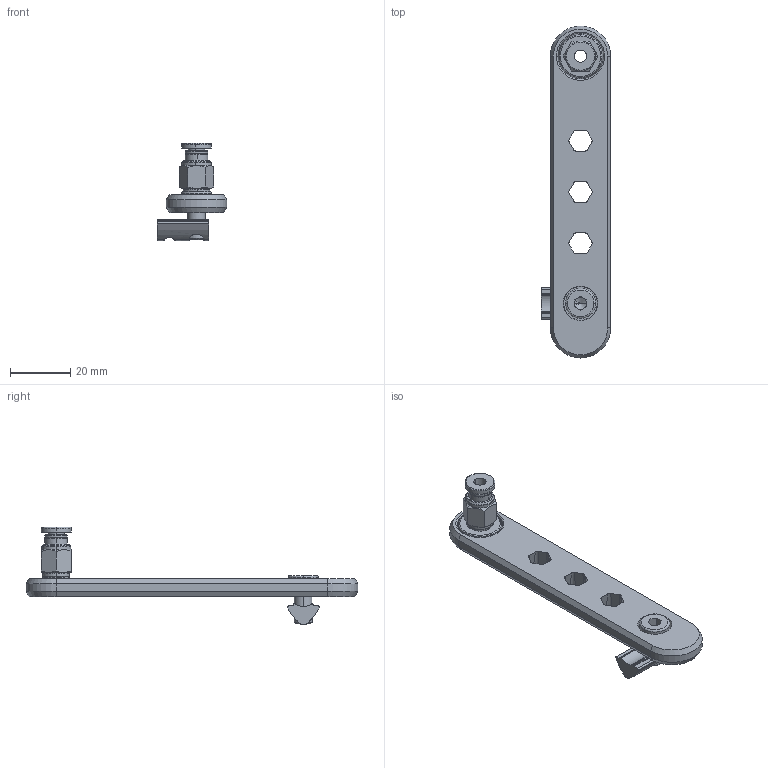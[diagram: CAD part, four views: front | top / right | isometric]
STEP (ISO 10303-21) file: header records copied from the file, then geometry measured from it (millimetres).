
FILE_DESCRIPTION (( 'STEP AP214' ), '1' );
FILE_NAME ('FilamentLead_V2_MK0.STEP', '2023-03-15T12:56:59', ( '' ), ( '' ), 'SwSTEP 2.0', 'SolidWorks 2023', '' );
FILE_SCHEMA (( 'AUTOMOTIVE_DESIGN' ));
Length unit declared in the file: millimetre
Products named in the file (1): FilamentLead_V2_MK0_FilamentLead_V2_MK0
Bounding box: 23 x 110 x 32.3 mm (x, y, z)
Volume: 12822.7 mm3; surface area: 8263.9 mm2
Topology: 4 solids, 4 shells, 237 faces, 609 edges, 385 vertices
Faces by surface type: cylinder 73, plane 68, cone 67, torus 22, sphere 4, bspline 3
Entity records: 9306 total; most frequent: CARTESIAN_POINT 3820, ORIENTED_EDGE 1202, DIRECTION 1029, EDGE_CURVE 601, AXIS2_PLACEMENT_3D 400, VERTEX_POINT 385, EDGE_LOOP 264, FACE_OUTER_BOUND 237
